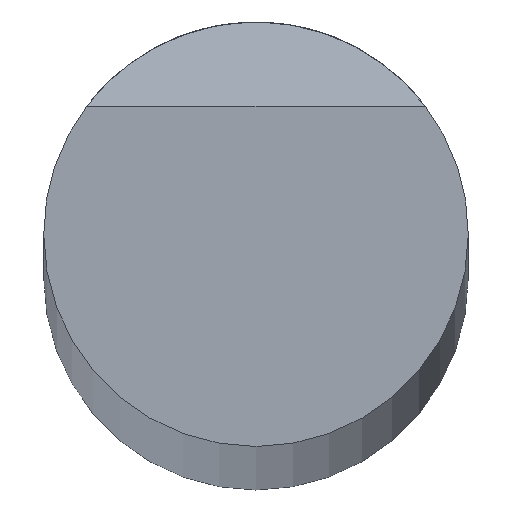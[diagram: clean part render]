
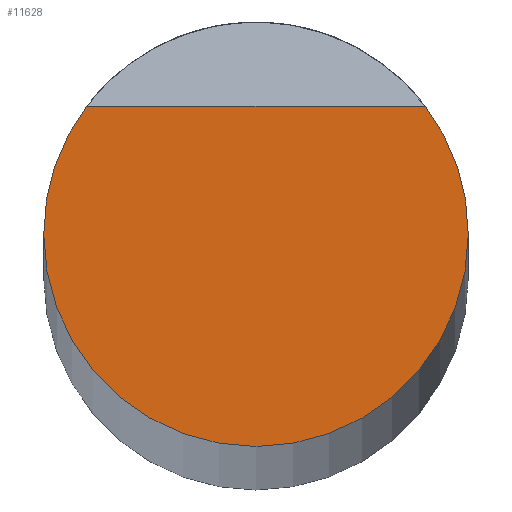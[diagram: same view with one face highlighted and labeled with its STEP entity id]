
A CAD part, top view. The second image highlights one B-rep face of the part: STEP entity #11628.
In plain terms, the highlighted planar face has unit normal (0, 0, 1).
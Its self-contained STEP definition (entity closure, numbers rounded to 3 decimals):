
#88 = DIRECTION ( 'NONE',  ( 0., 0., 1. ) ) ;
#347 = AXIS2_PLACEMENT_3D ( 'NONE', #1571, #5380, #7845 ) ;
#849 = CARTESIAN_POINT ( 'NONE',  ( 8.5, 0., 998.602 ) ) ;
#1343 = EDGE_CURVE ( 'NONE', #9463, #4321, #4583, .T. ) ;
#1571 = CARTESIAN_POINT ( 'NONE',  ( 0., 0., 998.602 ) ) ;
#2383 = DIRECTION ( 'NONE',  ( 1., 0., 0. ) ) ;
#2981 = CIRCLE ( 'NONE', #13502, 8.5 ) ;
#3154 = DIRECTION ( 'NONE',  ( 1., 0., 0. ) ) ;
#4055 = DIRECTION ( 'NONE',  ( 1., 0., 0. ) ) ;
#4122 = CIRCLE ( 'NONE', #347, 8.5 ) ;
#4295 = CARTESIAN_POINT ( 'NONE',  ( 6.781, 5.125, 998.602 ) ) ;
#4321 = VERTEX_POINT ( 'NONE', #4889 ) ;
#4326 = DIRECTION ( 'NONE',  ( 1., 0., 0. ) ) ;
#4348 = EDGE_CURVE ( 'NONE', #4321, #13288, #4122, .T. ) ;
#4583 = CIRCLE ( 'NONE', #16187, 8.5 ) ;
#4889 = CARTESIAN_POINT ( 'NONE',  ( -8.5, 0., 998.602 ) ) ;
#5245 = CARTESIAN_POINT ( 'NONE',  ( 8.501, 5.125, 998.602 ) ) ;
#5380 = DIRECTION ( 'NONE',  ( 0., 0., 1. ) ) ;
#5603 = CARTESIAN_POINT ( 'NONE',  ( 0., 0., 998.602 ) ) ;
#7845 = DIRECTION ( 'NONE',  ( 1., 0., 0. ) ) ;
#7984 = CARTESIAN_POINT ( 'NONE',  ( 0., 0., 998.602 ) ) ;
#8235 = EDGE_LOOP ( 'NONE', ( #10862, #12449, #9716, #14703 ) ) ;
#9314 = LINE ( 'NONE', #5245, #10057 ) ;
#9463 = VERTEX_POINT ( 'NONE', #14476 ) ;
#9716 = ORIENTED_EDGE ( 'NONE', *, *, #10930, .T. ) ;
#10057 = VECTOR ( 'NONE', #4055, 1000. ) ;
#10852 = FACE_OUTER_BOUND ( 'NONE', #8235, .T. ) ;
#10862 = ORIENTED_EDGE ( 'NONE', *, *, #1343, .T. ) ;
#10930 = EDGE_CURVE ( 'NONE', #13288, #12399, #2981, .T. ) ;
#11628 = ADVANCED_FACE ( 'NONE', ( #10852 ), #15910, .T. ) ;
#12399 = VERTEX_POINT ( 'NONE', #4295 ) ;
#12449 = ORIENTED_EDGE ( 'NONE', *, *, #4348, .T. ) ;
#12686 = CARTESIAN_POINT ( 'NONE',  ( 0., 0., 998.602 ) ) ;
#12987 = AXIS2_PLACEMENT_3D ( 'NONE', #7984, #15998, #3154 ) ;
#13288 = VERTEX_POINT ( 'NONE', #849 ) ;
#13502 = AXIS2_PLACEMENT_3D ( 'NONE', #5603, #15901, #4326 ) ;
#14476 = CARTESIAN_POINT ( 'NONE',  ( -6.781, 5.125, 998.602 ) ) ;
#14703 = ORIENTED_EDGE ( 'NONE', *, *, #15904, .F. ) ;
#15901 = DIRECTION ( 'NONE',  ( 0., 0., 1. ) ) ;
#15904 = EDGE_CURVE ( 'NONE', #9463, #12399, #9314, .T. ) ;
#15910 = PLANE ( 'NONE',  #12987 ) ;
#15998 = DIRECTION ( 'NONE',  ( 0., 0., 1. ) ) ;
#16187 = AXIS2_PLACEMENT_3D ( 'NONE', #12686, #88, #2383 ) ;
